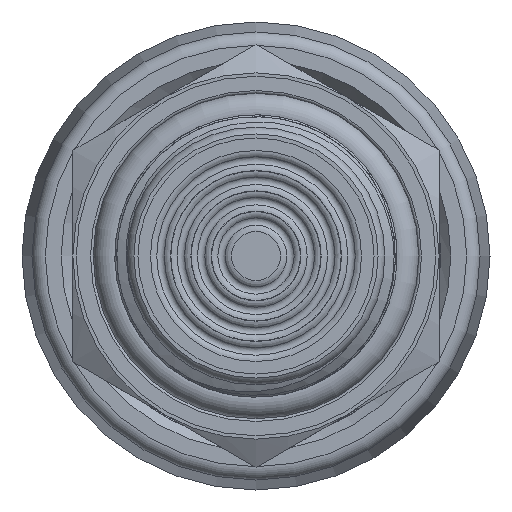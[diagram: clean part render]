
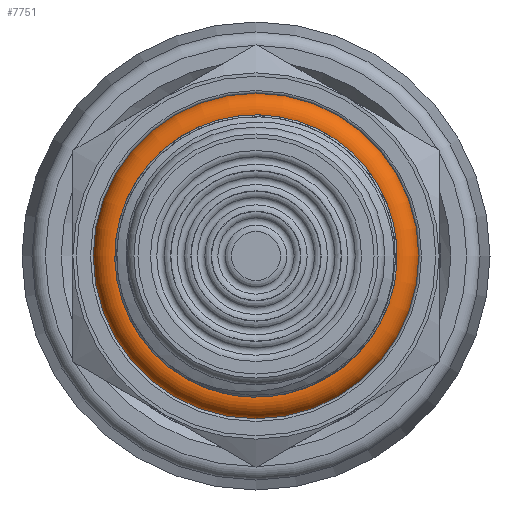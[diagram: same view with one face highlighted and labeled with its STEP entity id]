
A CAD part, left-side view. The second image highlights one B-rep face of the part: STEP entity #7751.
In plain terms, the highlighted toroidal (fillet/blend) face has major radius 10.6 mm and minor radius 1.4 mm.
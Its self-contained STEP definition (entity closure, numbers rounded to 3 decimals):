
#982=TOROIDAL_SURFACE('',#8164,10.6,1.4);
#1570=FACE_OUTER_BOUND('',#2067,.T.);
#2067=EDGE_LOOP('',(#7224,#7225,#7226,#7227));
#2971=CIRCLE('',#8165,1.4);
#2972=CIRCLE('',#8166,9.2);
#3738=VERTEX_POINT('',#23244);
#4900=EDGE_CURVE('',#3738,#3738,#2971,.T.);
#4901=EDGE_CURVE('',#3738,#3738,#2972,.T.);
#7224=ORIENTED_EDGE('',*,*,#4900,.F.);
#7225=ORIENTED_EDGE('',*,*,#4901,.T.);
#7226=ORIENTED_EDGE('',*,*,#4900,.T.);
#7227=ORIENTED_EDGE('',*,*,#4901,.F.);
#7751=ADVANCED_FACE('',(#1570),#982,.T.);
#8164=AXIS2_PLACEMENT_3D('',#23243,#9241,#9242);
#8165=AXIS2_PLACEMENT_3D('',#23245,#9243,#9244);
#8166=AXIS2_PLACEMENT_3D('',#23246,#9245,#9246);
#9241=DIRECTION('center_axis',(1.,0.,0.));
#9242=DIRECTION('ref_axis',(0.,0.,-1.));
#9243=DIRECTION('center_axis',(0.,-1.,0.));
#9244=DIRECTION('ref_axis',(0.,0.,1.));
#9245=DIRECTION('center_axis',(-1.,0.,0.));
#9246=DIRECTION('ref_axis',(0.,0.,-1.));
#23243=CARTESIAN_POINT('Origin',(20.7,0.,0.));
#23244=CARTESIAN_POINT('',(20.7,0.,9.2));
#23245=CARTESIAN_POINT('Origin',(20.7,0.,10.6));
#23246=CARTESIAN_POINT('Origin',(20.7,0.,0.));
